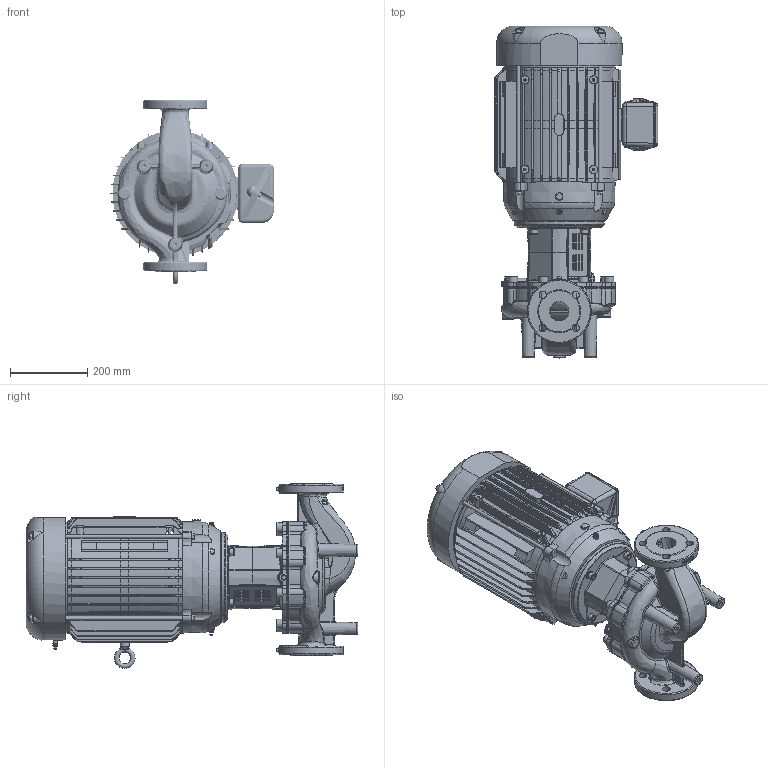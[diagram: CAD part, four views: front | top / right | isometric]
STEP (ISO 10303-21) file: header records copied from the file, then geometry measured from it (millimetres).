
FILE_DESCRIPTION(/* description */ (''),/* implementation_level */ '2;1');
FILE_NAME(/* name */ '2760846 - PUMP IL2-200_350-2-S1E 460V_3_60 TEFC_Shrinkwrap_1.stp',/* time_stamp */ '2022-03-22T16:34:37-05:00',/* author */ ('faliszekte'),/* organization */ (''),/* preprocessor_version */ 'ST-DEVELOPER v18.1',/* originating_system */ 'Autodesk Inventor 2021',/* authorisation */ '');
FILE_SCHEMA (('AUTOMOTIVE_DESIGN { 1 0 10303 214 3 1 1 }'));
Length unit declared in the file: inch
Products named in the file (1): 2760846 - PUMP IL2-200_350-2-S1E 460V_3_60 TEFC_Shrinkwrap_1
Bounding box: 423.22 x 857.92 x 477.91 mm (x, y, z)
Surface area: 1830518.4 mm2 (no closed solid volume)
Topology: 0 solids, 43 shells, 3079 faces, 8942 edges, 5709 vertices
Faces by surface type: plane 872, bspline 818, cylinder 632, cone 518, torus 196, sphere 43
Full cylindrical faces by diameter (mm): 3.768 x1, 6.528 x4, 8.6 x2, 9 x1, 9.5 x3, 9.652 x14, 10.162 x60, 10.287 x1, 10.369 x1, 10.445 x1, 11.1 x1, 12.7 x60, 13.208 x2, 13.84 x2, 19.05 x12, 23.114 x1, 23.812 x8, 33 x1, 39.05 x1, 41.262 x1, 42.837 x1, 165.1 x2, 215.862 x1, 281.788 x1
Entity records: 196850 total; most frequent: CARTESIAN_POINT 121087, ORIENTED_EDGE 16288, DIRECTION 13316, EDGE_CURVE 8876, VERTEX_POINT 5709, AXIS2_PLACEMENT_3D 5198, EDGE_LOOP 3248, FACE_OUTER_BOUND 3079
